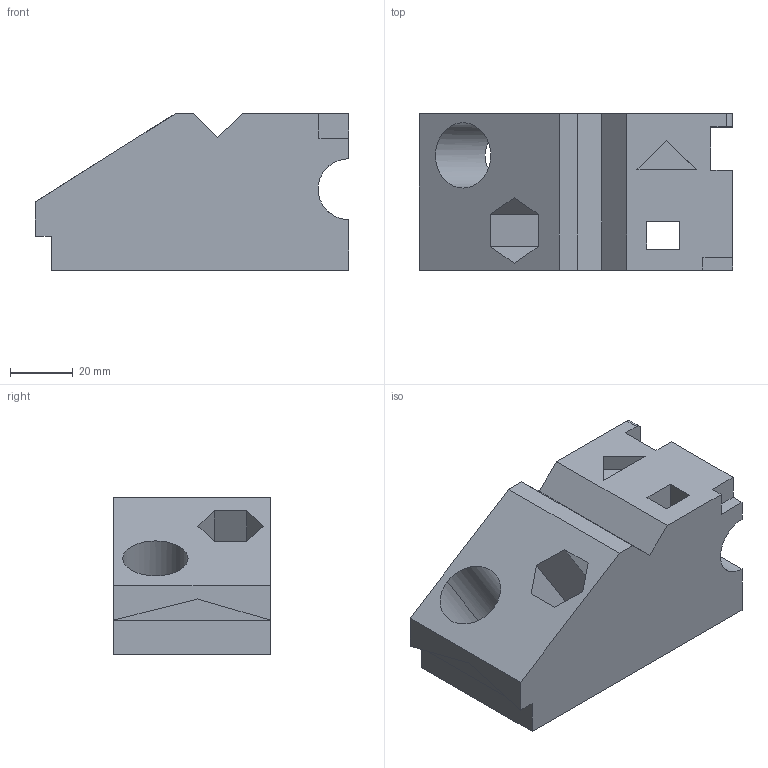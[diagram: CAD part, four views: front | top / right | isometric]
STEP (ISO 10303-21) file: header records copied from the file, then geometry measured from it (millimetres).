
FILE_DESCRIPTION(('CATIA V5 STEP Exchange'),'2;1');
FILE_NAME('case study2.stp','2025-02-16T06:55:17+00:00',('none'),('none'),'CATIA Version 5 Release 21 GA (IN-10)','CATIA V5 STEP AP203','none');
FILE_SCHEMA(('CONFIG_CONTROL_DESIGN'));
Length unit declared in the file: millimetre
Products named in the file (1): Part1
Bounding box: 100 x 50 x 50 mm (x, y, z)
Volume: 169774.4 mm3; surface area: 29317.7 mm2
Topology: 1 solids, 1 shells, 50 faces, 139 edges, 92 vertices
Faces by surface type: plane 45, cylinder 5
Entity records: 1617 total; most frequent: CARTESIAN_POINT 314, ORIENTED_EDGE 278, DIRECTION 221, EDGE_CURVE 139, VECTOR 125, LINE 125, VERTEX_POINT 92, EDGE_LOOP 57
